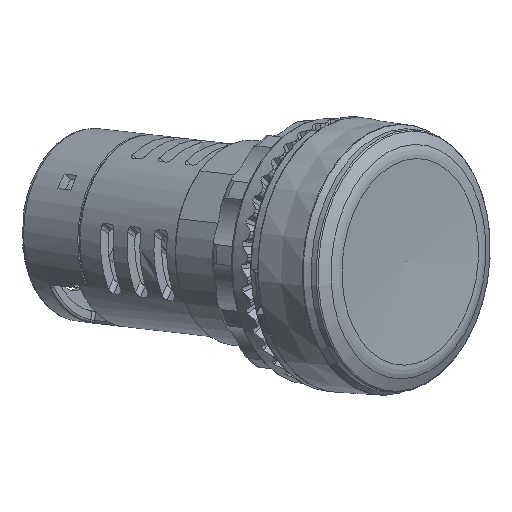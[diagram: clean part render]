
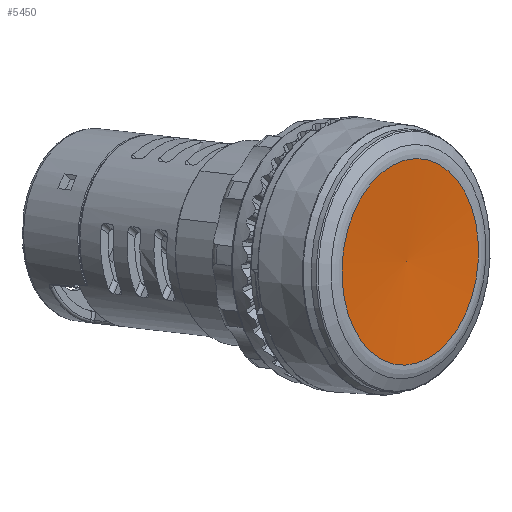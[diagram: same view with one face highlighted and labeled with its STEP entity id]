
A CAD part, top view. The second image highlights one B-rep face of the part: STEP entity #5450.
In plain terms, the highlighted spherical face has radius 120 mm.
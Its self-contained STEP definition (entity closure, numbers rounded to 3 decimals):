
#166=SPHERICAL_SURFACE('',#18076,120.);
#3398=FACE_OUTER_BOUND('',#6855,.T.);
#5450=ADVANCED_FACE('',(#3398),#166,.F.);
#6855=EDGE_LOOP('',(#10866));
#10866=ORIENTED_EDGE('',*,*,#15733,.F.);
#13435=VERTEX_POINT('',#32374);
#15733=EDGE_CURVE('',#13435,#13435,#16836,.T.);
#16836=CIRCLE('',#18075,11.083);
#18075=AXIS2_PLACEMENT_3D('',#32373,#21461,#21462);
#18076=AXIS2_PLACEMENT_3D('',#32375,#21463,#21464);
#21461=DIRECTION('',(-0.753,0.087,-0.653));
#21462=DIRECTION('',(-0.542,0.482,0.689));
#21463=DIRECTION('',(-0.753,0.087,-0.653));
#21464=DIRECTION('',(-0.375,-0.872,0.315));
#32373=CARTESIAN_POINT('',(-36.681,134.052,74.831));
#32374=CARTESIAN_POINT('',(-42.683,139.392,82.465));
#32375=CARTESIAN_POINT('',(53.239,123.624,152.824));
